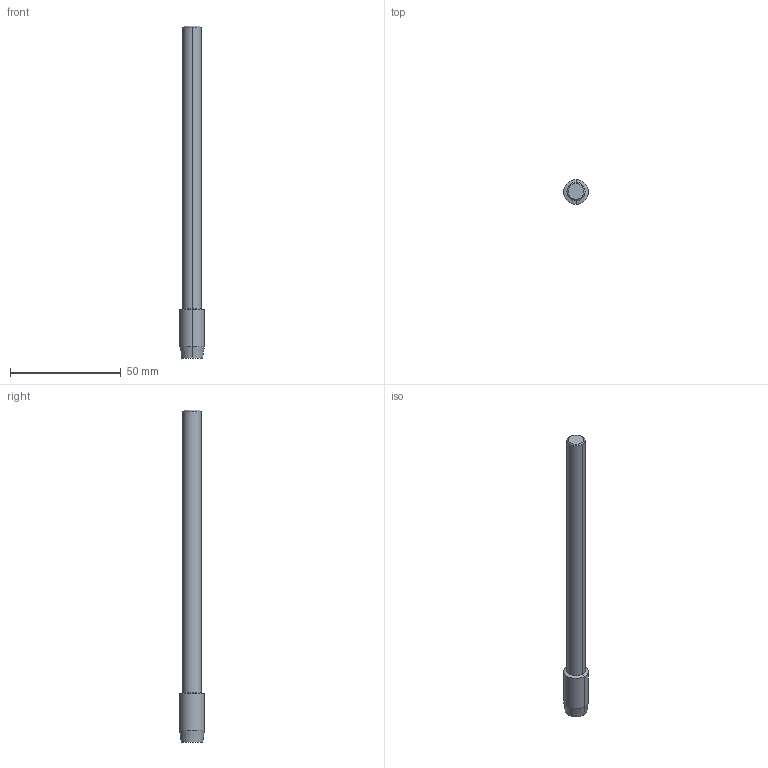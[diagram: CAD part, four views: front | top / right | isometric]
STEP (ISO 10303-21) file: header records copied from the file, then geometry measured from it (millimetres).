
FILE_DESCRIPTION(('no description'),'unknown implementation level');
FILE_NAME('solidD_25Wwg_TM_J8VSW8eFEQny15_k_1.STP',' ',('CIMSOURCE GmbH'),('CADClick - KiM GmbH - www.kimweb.de'),'unknown preprocess','ACIS','unknown authorization');
FILE_SCHEMA(('automotive_design'));
Length unit declared in the file: millimetre
Products named in the file (2): 1; 2
Bounding box: 11.12 x 11.12 x 150 mm (x, y, z)
Volume: 8835.2 mm3; surface area: 5413.7 mm2
Topology: 2 solids, 2 shells, 22 faces, 42 edges, 24 vertices
Faces by surface type: cone 10, cylinder 8, plane 4
Entity records: 1125 total; most frequent: DIRECTION 120, CARTESIAN_POINT 93, STYLED_ITEM 90, PRESENTATION_STYLE_ASSIGNMENT 90, COLOUR_RGB 90, ORIENTED_EDGE 84, AXIS2_PLACEMENT_3D 51, EDGE_CURVE 42
